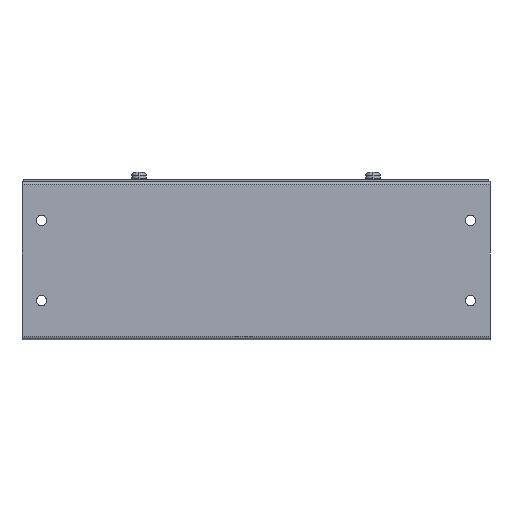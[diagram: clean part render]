
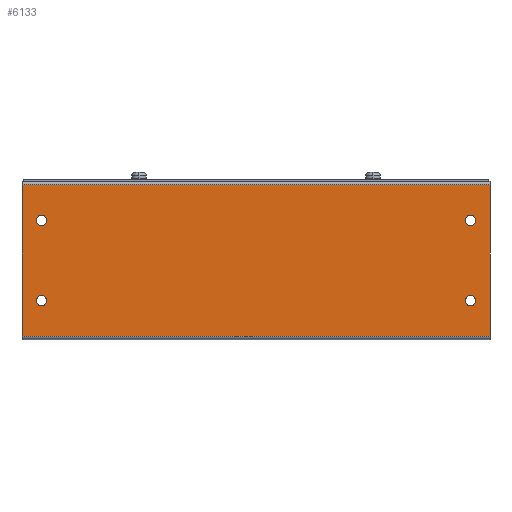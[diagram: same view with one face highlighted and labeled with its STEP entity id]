
A CAD part, left-side view. The second image highlights one B-rep face of the part: STEP entity #6133.
In plain terms, the highlighted planar face has unit normal (-1, 0, 0).
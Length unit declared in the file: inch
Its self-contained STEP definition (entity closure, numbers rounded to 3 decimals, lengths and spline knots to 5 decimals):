
#8 = CARTESIAN_POINT ( 'NONE',  ( -2.057, 6., 3.971 ) ) ;
#14 = CIRCLE ( 'NONE', #5833, 0.133 ) ;
#36 = DIRECTION ( 'NONE',  ( 0., 0., -1. ) ) ;
#112 = DIRECTION ( 'NONE',  ( -1., 0., 0. ) ) ;
#160 = EDGE_CURVE ( 'NONE', #1370, #2470, #4481, .T. ) ;
#162 = VERTEX_POINT ( 'NONE', #8 ) ;
#197 = ORIENTED_EDGE ( 'NONE', *, *, #4875, .F. ) ;
#282 = CARTESIAN_POINT ( 'NONE',  ( -2.057, -6., 3.971 ) ) ;
#333 = FACE_BOUND ( 'NONE', #1554, .T. ) ;
#357 = CARTESIAN_POINT ( 'NONE',  ( -2.057, -6., 0.086 ) ) ;
#397 = DIRECTION ( 'NONE',  ( 0., 0., 1. ) ) ;
#429 = DIRECTION ( 'NONE',  ( 0., 0., -1. ) ) ;
#517 = AXIS2_PLACEMENT_3D ( 'NONE', #6416, #3418, #1959 ) ;
#541 = VERTEX_POINT ( 'NONE', #6161 ) ;
#592 = CARTESIAN_POINT ( 'NONE',  ( -2.057, 6., 0.057 ) ) ;
#623 = CARTESIAN_POINT ( 'NONE',  ( -2.057, 6., 0.086 ) ) ;
#842 = LINE ( 'NONE', #357, #4995 ) ;
#855 = PLANE ( 'NONE',  #5926 ) ;
#937 = DIRECTION ( 'NONE',  ( 0., 1., 0. ) ) ;
#1058 = CARTESIAN_POINT ( 'NONE',  ( -2.057, -6., 3.971 ) ) ;
#1075 = EDGE_CURVE ( 'NONE', #1137, #2958, #1079, .T. ) ;
#1079 = CIRCLE ( 'NONE', #5545, 0.133 ) ;
#1137 = VERTEX_POINT ( 'NONE', #4387 ) ;
#1155 = EDGE_CURVE ( 'NONE', #6218, #541, #5423, .T. ) ;
#1206 = CARTESIAN_POINT ( 'NONE',  ( -2.057, -5.5, 1. ) ) ;
#1223 = EDGE_CURVE ( 'NONE', #2958, #1137, #14, .T. ) ;
#1228 = DIRECTION ( 'NONE',  ( 0., 0., 1. ) ) ;
#1229 = LINE ( 'NONE', #282, #5537 ) ;
#1367 = CARTESIAN_POINT ( 'NONE',  ( -2.057, -5.5, 3.057 ) ) ;
#1370 = VERTEX_POINT ( 'NONE', #2520 ) ;
#1378 = DIRECTION ( 'NONE',  ( -1., 0., 0. ) ) ;
#1403 = DIRECTION ( 'NONE',  ( -1., 0., 0. ) ) ;
#1411 = CARTESIAN_POINT ( 'NONE',  ( -2.057, -5.5, 3.057 ) ) ;
#1429 = VERTEX_POINT ( 'NONE', #1644 ) ;
#1433 = CARTESIAN_POINT ( 'NONE',  ( -2.057, 5.5, 1.133 ) ) ;
#1447 = CARTESIAN_POINT ( 'NONE',  ( -2.057, 5.5, 3.057 ) ) ;
#1460 = CIRCLE ( 'NONE', #4991, 0.133 ) ;
#1495 = AXIS2_PLACEMENT_3D ( 'NONE', #1367, #1403, #1925 ) ;
#1554 = EDGE_LOOP ( 'NONE', ( #5154, #4844 ) ) ;
#1644 = CARTESIAN_POINT ( 'NONE',  ( -2.057, -5.5, 2.924 ) ) ;
#1686 = AXIS2_PLACEMENT_3D ( 'NONE', #1206, #2730, #1228 ) ;
#1801 = DIRECTION ( 'NONE',  ( 0., 0., 1. ) ) ;
#1837 = CARTESIAN_POINT ( 'NONE',  ( -2.057, -5.5, 3.19 ) ) ;
#1860 = FACE_OUTER_BOUND ( 'NONE', #1958, .T. ) ;
#1864 = DIRECTION ( 'NONE',  ( -1., 0., 0. ) ) ;
#1925 = DIRECTION ( 'NONE',  ( 0., 0., 1. ) ) ;
#1944 = ORIENTED_EDGE ( 'NONE', *, *, #5284, .T. ) ;
#1958 = EDGE_LOOP ( 'NONE', ( #3536, #1944, #2059, #2130 ) ) ;
#1959 = DIRECTION ( 'NONE',  ( 0., 0., 1. ) ) ;
#2059 = ORIENTED_EDGE ( 'NONE', *, *, #5697, .F. ) ;
#2130 = ORIENTED_EDGE ( 'NONE', *, *, #160, .T. ) ;
#2226 = EDGE_CURVE ( 'NONE', #162, #2470, #1229, .T. ) ;
#2267 = DIRECTION ( 'NONE',  ( 0., -1., 0. ) ) ;
#2306 = ORIENTED_EDGE ( 'NONE', *, *, #4046, .F. ) ;
#2351 = EDGE_LOOP ( 'NONE', ( #4778, #2547 ) ) ;
#2470 = VERTEX_POINT ( 'NONE', #1058 ) ;
#2520 = CARTESIAN_POINT ( 'NONE',  ( -2.057, -6., 0.086 ) ) ;
#2547 = ORIENTED_EDGE ( 'NONE', *, *, #1075, .F. ) ;
#2730 = DIRECTION ( 'NONE',  ( -1., 0., 0. ) ) ;
#2866 = VERTEX_POINT ( 'NONE', #4217 ) ;
#2909 = FACE_BOUND ( 'NONE', #4978, .T. ) ;
#2958 = VERTEX_POINT ( 'NONE', #4854 ) ;
#3021 = AXIS2_PLACEMENT_3D ( 'NONE', #1411, #1378, #5840 ) ;
#3036 = CARTESIAN_POINT ( 'NONE',  ( -2.057, -5.5, 0.867 ) ) ;
#3077 = CARTESIAN_POINT ( 'NONE',  ( -2.057, 5.5, 1. ) ) ;
#3334 = DIRECTION ( 'NONE',  ( -1., 0., 0. ) ) ;
#3371 = DIRECTION ( 'NONE',  ( 0., 0., 1. ) ) ;
#3418 = DIRECTION ( 'NONE',  ( -1., 0., 0. ) ) ;
#3536 = ORIENTED_EDGE ( 'NONE', *, *, #2226, .F. ) ;
#3634 = AXIS2_PLACEMENT_3D ( 'NONE', #4576, #112, #4053 ) ;
#3912 = CARTESIAN_POINT ( 'NONE',  ( -2.057, -6., 0.047 ) ) ;
#3979 = EDGE_LOOP ( 'NONE', ( #197, #2306 ) ) ;
#4030 = VERTEX_POINT ( 'NONE', #1433 ) ;
#4046 = EDGE_CURVE ( 'NONE', #1429, #4963, #4421, .T. ) ;
#4053 = DIRECTION ( 'NONE',  ( 0., 0., 1. ) ) ;
#4217 = CARTESIAN_POINT ( 'NONE',  ( -2.057, 5.5, 0.867 ) ) ;
#4378 = DIRECTION ( 'NONE',  ( 1., 0., 0. ) ) ;
#4387 = CARTESIAN_POINT ( 'NONE',  ( -2.057, 5.5, 2.924 ) ) ;
#4421 = CIRCLE ( 'NONE', #1495, 0.133 ) ;
#4481 = LINE ( 'NONE', #5519, #5745 ) ;
#4514 = DIRECTION ( 'NONE',  ( 0., 0., 1. ) ) ;
#4537 = LINE ( 'NONE', #592, #5716 ) ;
#4576 = CARTESIAN_POINT ( 'NONE',  ( -2.057, -5.5, 1. ) ) ;
#4615 = ORIENTED_EDGE ( 'NONE', *, *, #6207, .F. ) ;
#4767 = FACE_BOUND ( 'NONE', #3979, .T. ) ;
#4778 = ORIENTED_EDGE ( 'NONE', *, *, #1223, .F. ) ;
#4844 = ORIENTED_EDGE ( 'NONE', *, *, #1155, .F. ) ;
#4854 = CARTESIAN_POINT ( 'NONE',  ( -2.057, 5.5, 3.19 ) ) ;
#4875 = EDGE_CURVE ( 'NONE', #4963, #1429, #5822, .T. ) ;
#4915 = ORIENTED_EDGE ( 'NONE', *, *, #5100, .F. ) ;
#4963 = VERTEX_POINT ( 'NONE', #1837 ) ;
#4978 = EDGE_LOOP ( 'NONE', ( #4615, #4915 ) ) ;
#4991 = AXIS2_PLACEMENT_3D ( 'NONE', #3077, #5075, #1801 ) ;
#4995 = VECTOR ( 'NONE', #937, 39.37008 ) ;
#5043 = EDGE_CURVE ( 'NONE', #541, #6218, #6434, .T. ) ;
#5075 = DIRECTION ( 'NONE',  ( -1., 0., 0. ) ) ;
#5100 = EDGE_CURVE ( 'NONE', #2866, #4030, #1460, .T. ) ;
#5154 = ORIENTED_EDGE ( 'NONE', *, *, #5043, .F. ) ;
#5284 = EDGE_CURVE ( 'NONE', #162, #5297, #4537, .T. ) ;
#5297 = VERTEX_POINT ( 'NONE', #623 ) ;
#5318 = FACE_BOUND ( 'NONE', #2351, .T. ) ;
#5423 = CIRCLE ( 'NONE', #1686, 0.133 ) ;
#5519 = CARTESIAN_POINT ( 'NONE',  ( -2.057, -6., 0.057 ) ) ;
#5537 = VECTOR ( 'NONE', #2267, 39.37008 ) ;
#5545 = AXIS2_PLACEMENT_3D ( 'NONE', #1447, #3334, #3371 ) ;
#5627 = CIRCLE ( 'NONE', #517, 0.133 ) ;
#5697 = EDGE_CURVE ( 'NONE', #1370, #5297, #842, .T. ) ;
#5716 = VECTOR ( 'NONE', #36, 39.37008 ) ;
#5745 = VECTOR ( 'NONE', #4514, 39.37008 ) ;
#5806 = CARTESIAN_POINT ( 'NONE',  ( -2.057, 5.5, 3.057 ) ) ;
#5822 = CIRCLE ( 'NONE', #3021, 0.133 ) ;
#5833 = AXIS2_PLACEMENT_3D ( 'NONE', #5806, #1864, #397 ) ;
#5840 = DIRECTION ( 'NONE',  ( 0., 0., 1. ) ) ;
#5926 = AXIS2_PLACEMENT_3D ( 'NONE', #3912, #4378, #429 ) ;
#6133 = ADVANCED_FACE ( 'NONE', ( #1860, #333, #4767, #2909, #5318 ), #855, .F. ) ;
#6161 = CARTESIAN_POINT ( 'NONE',  ( -2.057, -5.5, 1.133 ) ) ;
#6207 = EDGE_CURVE ( 'NONE', #4030, #2866, #5627, .T. ) ;
#6218 = VERTEX_POINT ( 'NONE', #3036 ) ;
#6416 = CARTESIAN_POINT ( 'NONE',  ( -2.057, 5.5, 1. ) ) ;
#6434 = CIRCLE ( 'NONE', #3634, 0.133 ) ;
